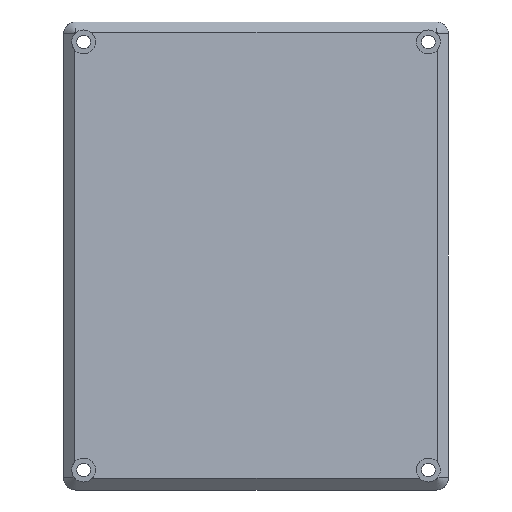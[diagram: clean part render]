
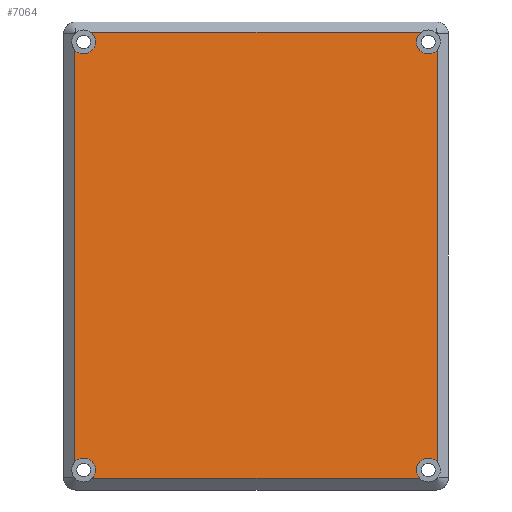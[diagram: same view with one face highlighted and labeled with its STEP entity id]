
A CAD part, front view. The second image highlights one B-rep face of the part: STEP entity #7064.
In plain terms, the highlighted planar face has unit normal (0, -0.996, 0.087).
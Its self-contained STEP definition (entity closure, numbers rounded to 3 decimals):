
#50 = CARTESIAN_POINT ( 'NONE',  ( -7., -0.223, 7.45 ) ) ;
#128 = DIRECTION ( 'NONE',  ( -1., 0., 0. ) ) ;
#144 = CARTESIAN_POINT ( 'NONE',  ( -5.864, -9.539, -99.028 ) ) ;
#206 = CARTESIAN_POINT ( 'NONE',  ( 203.675, -10.239, -107.028 ) ) ;
#234 = CARTESIAN_POINT ( 'NONE',  ( 81.2, -9.539, -99.028 ) ) ;
#294 = DIRECTION ( 'NONE',  ( 0., -0.087, -0.996 ) ) ;
#384 = CARTESIAN_POINT ( 'NONE',  ( -7.231, -9.626, -100.022 ) ) ;
#517 = VERTEX_POINT ( 'NONE', #12570 ) ;
#640 = EDGE_CURVE ( 'NONE', #517, #15884, #11405, .T. ) ;
#833 = AXIS2_PLACEMENT_3D ( 'NONE', #206, #10553, #294 ) ;
#984 = CARTESIAN_POINT ( 'NONE',  ( 78.974, -9.977, -104.039 ) ) ;
#985 = CARTESIAN_POINT ( 'NONE',  ( 82.853, -9.569, -99.38 ) ) ;
#1522 = CARTESIAN_POINT ( 'NONE',  ( -1.974, -9.539, -99.028 ) ) ;
#1566 = CARTESIAN_POINT ( 'NONE',  ( -0.36, -0.403, 5.395 ) ) ;
#1692 = FACE_OUTER_BOUND ( 'NONE', #5641, .T. ) ;
#1753 = ORIENTED_EDGE ( 'NONE', *, *, #12691, .T. ) ;
#1803 = CARTESIAN_POINT ( 'NONE',  ( -3.269, -0.223, 7.45 ) ) ;
#2105 = ORIENTED_EDGE ( 'NONE', *, *, #14725, .T. ) ;
#2494 = ORIENTED_EDGE ( 'NONE', *, *, #3855, .T. ) ;
#2581 = CARTESIAN_POINT ( 'NONE',  ( -1.438, -0.7, 2. ) ) ;
#2590 = VERTEX_POINT ( 'NONE', #984 ) ;
#2678 = CARTESIAN_POINT ( 'NONE',  ( 78.974, -9.977, -104.039 ) ) ;
#3167 = EDGE_CURVE ( 'NONE', #4394, #5327, #16386, .T. ) ;
#3204 = CARTESIAN_POINT ( 'NONE',  ( -2.774, -9.977, -104.039 ) ) ;
#3281 = CARTESIAN_POINT ( 'NONE',  ( 76.56, -0.403, 5.395 ) ) ;
#3329 = VECTOR ( 'NONE', #14898, 1000. ) ;
#3405 = ORIENTED_EDGE ( 'NONE', *, *, #5814, .T. ) ;
#3843 = LINE ( 'NONE', #50, #6575 ) ;
#3855 = EDGE_CURVE ( 'NONE', #4076, #2590, #4541, .T. ) ;
#4076 = VERTEX_POINT ( 'NONE', #3204 ) ;
#4394 = VERTEX_POINT ( 'NONE', #14370 ) ;
#4429 = CARTESIAN_POINT ( 'NONE',  ( 79.469, -0.223, 7.45 ) ) ;
#4541 = LINE ( 'NONE', #5945, #3329 ) ;
#4586 = EDGE_CURVE ( 'NONE', #2590, #7985, #14062, .T. ) ;
#4975 = ORIENTED_EDGE ( 'NONE', *, *, #640, .T. ) ;
#5037 = CARTESIAN_POINT ( 'NONE',  ( 83.431, -9.626, -100.022 ) ) ;
#5174 = EDGE_CURVE ( 'NONE', #15884, #7720, #6213, .T. ) ;
#5255 = VECTOR ( 'NONE', #8837, 1000. ) ;
#5282 = CARTESIAN_POINT ( 'NONE',  ( 82.064, -9.539, -99.028 ) ) ;
#5327 = VERTEX_POINT ( 'NONE', #15787 ) ;
#5413 = CARTESIAN_POINT ( 'NONE',  ( -5., -9.539, -99.028 ) ) ;
#5641 = EDGE_LOOP ( 'NONE', ( #3405, #1753, #4975, #8154, #10638, #2494, #13699, #2105, #12339, #13461, #12950, #9706 ) ) ;
#5690 = CARTESIAN_POINT ( 'NONE',  ( -5., -0.7, 2. ) ) ;
#5814 = EDGE_CURVE ( 'NONE', #12282, #13127, #10758, .T. ) ;
#5928 = CARTESIAN_POINT ( 'NONE',  ( 81.2, -0.7, 2. ) ) ;
#5945 = CARTESIAN_POINT ( 'NONE',  ( 203.675, -9.977, -104.039 ) ) ;
#6042 = CARTESIAN_POINT ( 'NONE',  ( 83.431, -9.626, -100.022 ) ) ;
#6121 = CARTESIAN_POINT ( 'NONE',  ( 83.431, -0.262, 7. ) ) ;
#6213 =( BOUNDED_CURVE ( )  B_SPLINE_CURVE ( 3, ( #384, #10409, #144, #11574 ),
 .UNSPECIFIED., .F., .F. ) 
 B_SPLINE_CURVE_WITH_KNOTS ( ( 4, 4 ),
 ( 5.445, 6.283 ),
 .UNSPECIFIED. ) 
 CURVE ( )  GEOMETRIC_REPRESENTATION_ITEM ( )  RATIONAL_B_SPLINE_CURVE ( ( 1., 0.942, 0.942, 1. ) ) 
 REPRESENTATION_ITEM ( '' )  );
#6230 = EDGE_CURVE ( 'NONE', #7720, #4076, #12462, .T. ) ;
#6327 = CARTESIAN_POINT ( 'NONE',  ( 78.174, -9.539, -99.028 ) ) ;
#6428 = PLANE ( 'NONE',  #833 ) ;
#6463 = CARTESIAN_POINT ( 'NONE',  ( -5., -9.539, -99.028 ) ) ;
#6504 = CARTESIAN_POINT ( 'NONE',  ( -0.745, -9.781, -101.794 ) ) ;
#6575 = VECTOR ( 'NONE', #128, 1000. ) ;
#6583 = CARTESIAN_POINT ( 'NONE',  ( -2.774, -9.977, -104.039 ) ) ;
#6630 = CARTESIAN_POINT ( 'NONE',  ( -5., -0.7, 2. ) ) ;
#6692 = CARTESIAN_POINT ( 'NONE',  ( 82.853, -0.669, 2.352 ) ) ;
#7064 = ADVANCED_FACE ( 'NONE', ( #1692 ), #6428, .T. ) ;
#7124 = DIRECTION ( 'NONE',  ( 0., 0.087, 0.996 ) ) ;
#7720 = VERTEX_POINT ( 'NONE', #6463 ) ;
#7985 = VERTEX_POINT ( 'NONE', #11034 ) ;
#8016 = CARTESIAN_POINT ( 'NONE',  ( 83.431, -0.613, 2.994 ) ) ;
#8154 = ORIENTED_EDGE ( 'NONE', *, *, #5174, .T. ) ;
#8837 = DIRECTION ( 'NONE',  ( 0., -0.087, -0.996 ) ) ;
#9039 = EDGE_CURVE ( 'NONE', #5327, #12282, #3843, .T. ) ;
#9334 = CARTESIAN_POINT ( 'NONE',  ( -5., -0.7, 2. ) ) ;
#9506 =( BOUNDED_CURVE ( )  B_SPLINE_CURVE ( 3, ( #234, #5282, #985, #6042 ),
 .UNSPECIFIED., .F., .F. ) 
 B_SPLINE_CURVE_WITH_KNOTS ( ( 4, 4 ),
 ( 0., 0.838 ),
 .UNSPECIFIED. ) 
 CURVE ( )  GEOMETRIC_REPRESENTATION_ITEM ( )  RATIONAL_B_SPLINE_CURVE ( ( 1., 0.942, 0.942, 1. ) ) 
 REPRESENTATION_ITEM ( '' )  );
#9706 = ORIENTED_EDGE ( 'NONE', *, *, #9039, .T. ) ;
#10409 = CARTESIAN_POINT ( 'NONE',  ( -6.653, -9.569, -99.38 ) ) ;
#10553 = DIRECTION ( 'NONE',  ( 0., -0.996, 0.087 ) ) ;
#10576 = CARTESIAN_POINT ( 'NONE',  ( 81.2, -0.7, 2. ) ) ;
#10638 = ORIENTED_EDGE ( 'NONE', *, *, #6230, .T. ) ;
#10651 = CARTESIAN_POINT ( 'NONE',  ( 83.431, -0.613, 2.994 ) ) ;
#10660 =( BOUNDED_CURVE ( )  B_SPLINE_CURVE ( 3, ( #5690, #14402, #14324, #15408 ),
 .UNSPECIFIED., .F., .F. ) 
 B_SPLINE_CURVE_WITH_KNOTS ( ( 4, 4 ),
 ( 3.142, 3.98 ),
 .UNSPECIFIED. ) 
 CURVE ( )  GEOMETRIC_REPRESENTATION_ITEM ( )  RATIONAL_B_SPLINE_CURVE ( ( 1., 0.942, 0.942, 1. ) ) 
 REPRESENTATION_ITEM ( '' )  );
#10758 =( BOUNDED_CURVE ( )  B_SPLINE_CURVE ( 3, ( #1803, #1566, #2581, #6630 ),
 .UNSPECIFIED., .F., .F. ) 
 B_SPLINE_CURVE_WITH_KNOTS ( ( 4, 4 ),
 ( 0.615, 3.142 ),
 .UNSPECIFIED. ) 
 CURVE ( )  GEOMETRIC_REPRESENTATION_ITEM ( )  RATIONAL_B_SPLINE_CURVE ( ( 1., 0.535, 0.535, 1. ) ) 
 REPRESENTATION_ITEM ( '' )  );
#10989 = CARTESIAN_POINT ( 'NONE',  ( 77.638, -0.7, 2. ) ) ;
#11034 = CARTESIAN_POINT ( 'NONE',  ( 81.2, -9.539, -99.028 ) ) ;
#11365 = CARTESIAN_POINT ( 'NONE',  ( -3.269, -0.223, 7.45 ) ) ;
#11405 = LINE ( 'NONE', #15294, #5255 ) ;
#11574 = CARTESIAN_POINT ( 'NONE',  ( -5., -9.539, -99.028 ) ) ;
#11748 = CARTESIAN_POINT ( 'NONE',  ( -7.231, -9.626, -100.022 ) ) ;
#12282 = VERTEX_POINT ( 'NONE', #11365 ) ;
#12339 = ORIENTED_EDGE ( 'NONE', *, *, #12508, .T. ) ;
#12462 =( BOUNDED_CURVE ( )  B_SPLINE_CURVE ( 3, ( #5413, #1522, #6504, #6583 ),
 .UNSPECIFIED., .F., .F. ) 
 B_SPLINE_CURVE_WITH_KNOTS ( ( 4, 4 ),
 ( 0., 2.306 ),
 .UNSPECIFIED. ) 
 CURVE ( )  GEOMETRIC_REPRESENTATION_ITEM ( )  RATIONAL_B_SPLINE_CURVE ( ( 1., 0.604, 0.604, 1. ) ) 
 REPRESENTATION_ITEM ( '' )  );
#12508 = EDGE_CURVE ( 'NONE', #15718, #16030, #14827, .T. ) ;
#12570 = CARTESIAN_POINT ( 'NONE',  ( -7.231, -0.613, 2.994 ) ) ;
#12691 = EDGE_CURVE ( 'NONE', #13127, #517, #10660, .T. ) ;
#12918 = VECTOR ( 'NONE', #7124, 1000. ) ;
#12950 = ORIENTED_EDGE ( 'NONE', *, *, #3167, .T. ) ;
#13127 = VERTEX_POINT ( 'NONE', #9334 ) ;
#13461 = ORIENTED_EDGE ( 'NONE', *, *, #15818, .T. ) ;
#13699 = ORIENTED_EDGE ( 'NONE', *, *, #4586, .T. ) ;
#14062 =( BOUNDED_CURVE ( )  B_SPLINE_CURVE ( 3, ( #2678, #16267, #6327, #15193 ),
 .UNSPECIFIED., .F., .F. ) 
 B_SPLINE_CURVE_WITH_KNOTS ( ( 4, 4 ),
 ( 3.978, 6.283 ),
 .UNSPECIFIED. ) 
 CURVE ( )  GEOMETRIC_REPRESENTATION_ITEM ( )  RATIONAL_B_SPLINE_CURVE ( ( 1., 0.604, 0.604, 1. ) ) 
 REPRESENTATION_ITEM ( '' )  );
#14157 =( BOUNDED_CURVE ( )  B_SPLINE_CURVE ( 3, ( #8016, #6692, #14311, #10576 ),
 .UNSPECIFIED., .F., .F. ) 
 B_SPLINE_CURVE_WITH_KNOTS ( ( 4, 4 ),
 ( 2.303, 3.142 ),
 .UNSPECIFIED. ) 
 CURVE ( )  GEOMETRIC_REPRESENTATION_ITEM ( )  RATIONAL_B_SPLINE_CURVE ( ( 1., 0.942, 0.942, 1. ) ) 
 REPRESENTATION_ITEM ( '' )  );
#14311 = CARTESIAN_POINT ( 'NONE',  ( 82.064, -0.7, 2. ) ) ;
#14324 = CARTESIAN_POINT ( 'NONE',  ( -6.653, -0.669, 2.352 ) ) ;
#14370 = CARTESIAN_POINT ( 'NONE',  ( 81.2, -0.7, 2. ) ) ;
#14402 = CARTESIAN_POINT ( 'NONE',  ( -5.864, -0.7, 2. ) ) ;
#14725 = EDGE_CURVE ( 'NONE', #7985, #15718, #9506, .T. ) ;
#14827 = LINE ( 'NONE', #6121, #12918 ) ;
#14898 = DIRECTION ( 'NONE',  ( 1., 0., 0. ) ) ;
#15193 = CARTESIAN_POINT ( 'NONE',  ( 81.2, -9.539, -99.028 ) ) ;
#15294 = CARTESIAN_POINT ( 'NONE',  ( -7.231, -10.239, -107.028 ) ) ;
#15408 = CARTESIAN_POINT ( 'NONE',  ( -7.231, -0.613, 2.994 ) ) ;
#15718 = VERTEX_POINT ( 'NONE', #5037 ) ;
#15787 = CARTESIAN_POINT ( 'NONE',  ( 79.469, -0.223, 7.45 ) ) ;
#15818 = EDGE_CURVE ( 'NONE', #16030, #4394, #14157, .T. ) ;
#15884 = VERTEX_POINT ( 'NONE', #11748 ) ;
#16030 = VERTEX_POINT ( 'NONE', #10651 ) ;
#16267 = CARTESIAN_POINT ( 'NONE',  ( 76.945, -9.781, -101.794 ) ) ;
#16386 =( BOUNDED_CURVE ( )  B_SPLINE_CURVE ( 3, ( #5928, #10989, #3281, #4429 ),
 .UNSPECIFIED., .F., .F. ) 
 B_SPLINE_CURVE_WITH_KNOTS ( ( 4, 4 ),
 ( 3.142, 5.668 ),
 .UNSPECIFIED. ) 
 CURVE ( )  GEOMETRIC_REPRESENTATION_ITEM ( )  RATIONAL_B_SPLINE_CURVE ( ( 1., 0.535, 0.535, 1. ) ) 
 REPRESENTATION_ITEM ( '' )  );
